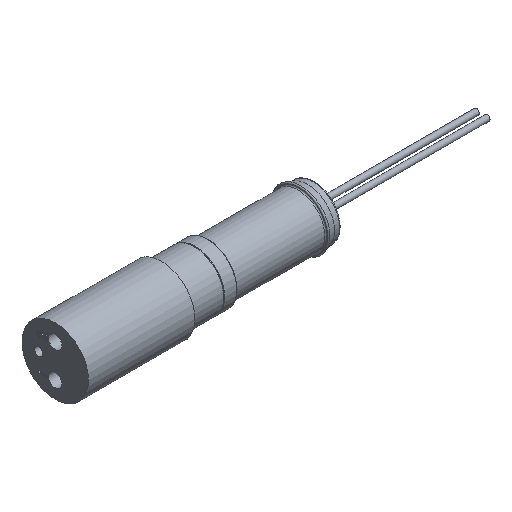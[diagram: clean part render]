
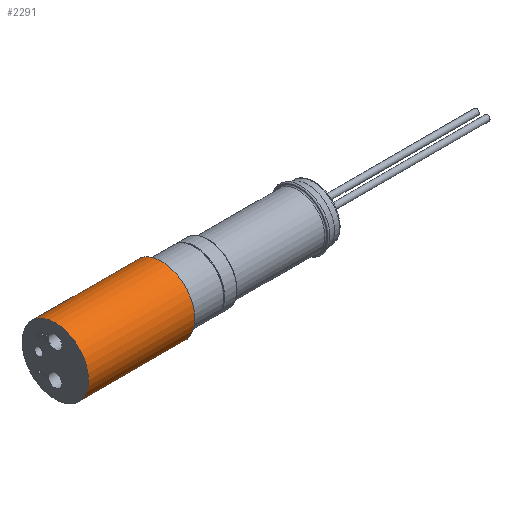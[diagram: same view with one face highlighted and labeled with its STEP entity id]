
A CAD part, isometric view. The second image highlights one B-rep face of the part: STEP entity #2291.
In plain terms, the highlighted cylindrical face has radius 7.938 mm (diameter 15.875 mm), a full revolution.
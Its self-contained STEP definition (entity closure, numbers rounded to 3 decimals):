
#250=FACE_OUTER_BOUND('',#371,.T.);
#371=EDGE_LOOP('',(#1866,#1867,#1868,#1869,#1870,#1871));
#498=LINE('',#3888,#625);
#625=VECTOR('',#3167,7.938);
#799=CIRCLE('',#2573,7.938);
#800=CIRCLE('',#2574,7.938);
#801=CIRCLE('',#2575,7.938);
#802=CIRCLE('',#2576,7.938);
#1005=VERTEX_POINT('',#3884);
#1006=VERTEX_POINT('',#3885);
#1007=VERTEX_POINT('',#3887);
#1008=VERTEX_POINT('',#3889);
#1310=EDGE_CURVE('',#1005,#1006,#799,.T.);
#1311=EDGE_CURVE('',#1006,#1007,#498,.T.);
#1312=EDGE_CURVE('',#1008,#1007,#800,.T.);
#1313=EDGE_CURVE('',#1007,#1008,#801,.T.);
#1314=EDGE_CURVE('',#1006,#1005,#802,.T.);
#1866=ORIENTED_EDGE('',*,*,#1310,.T.);
#1867=ORIENTED_EDGE('',*,*,#1311,.T.);
#1868=ORIENTED_EDGE('',*,*,#1312,.F.);
#1869=ORIENTED_EDGE('',*,*,#1313,.F.);
#1870=ORIENTED_EDGE('',*,*,#1311,.F.);
#1871=ORIENTED_EDGE('',*,*,#1314,.T.);
#2091=CYLINDRICAL_SURFACE('',#2572,7.938);
#2291=ADVANCED_FACE('',(#250),#2091,.T.);
#2572=AXIS2_PLACEMENT_3D('',#3883,#3163,#3164);
#2573=AXIS2_PLACEMENT_3D('',#3886,#3165,#3166);
#2574=AXIS2_PLACEMENT_3D('',#3890,#3168,#3169);
#2575=AXIS2_PLACEMENT_3D('',#3891,#3170,#3171);
#2576=AXIS2_PLACEMENT_3D('',#3892,#3172,#3173);
#3163=DIRECTION('center_axis',(1.,0.,0.));
#3164=DIRECTION('ref_axis',(0.,0.,-1.));
#3165=DIRECTION('center_axis',(-1.,0.,0.));
#3166=DIRECTION('ref_axis',(0.,0.,1.));
#3167=DIRECTION('',(-1.,0.,0.));
#3168=DIRECTION('center_axis',(-1.,0.,0.));
#3169=DIRECTION('ref_axis',(0.,0.,1.));
#3170=DIRECTION('center_axis',(-1.,0.,0.));
#3171=DIRECTION('ref_axis',(0.,0.,1.));
#3172=DIRECTION('center_axis',(-1.,0.,0.));
#3173=DIRECTION('ref_axis',(0.,0.,1.));
#3883=CARTESIAN_POINT('Origin',(-26.988,0.,0.));
#3884=CARTESIAN_POINT('',(-1.588,0.,-7.938));
#3885=CARTESIAN_POINT('',(-1.588,0.,7.938));
#3886=CARTESIAN_POINT('Origin',(-1.588,0.,0.));
#3887=CARTESIAN_POINT('',(-26.988,0.,7.938));
#3888=CARTESIAN_POINT('',(-26.988,0.,7.938));
#3889=CARTESIAN_POINT('',(-26.988,0.,-7.938));
#3890=CARTESIAN_POINT('Origin',(-26.988,0.,0.));
#3891=CARTESIAN_POINT('Origin',(-26.988,0.,0.));
#3892=CARTESIAN_POINT('Origin',(-1.588,0.,0.));
